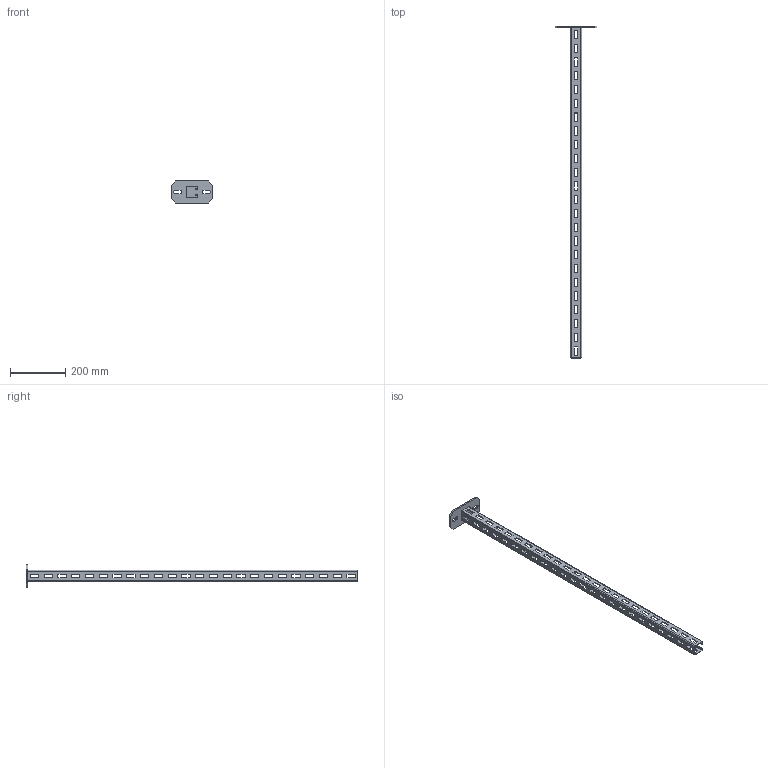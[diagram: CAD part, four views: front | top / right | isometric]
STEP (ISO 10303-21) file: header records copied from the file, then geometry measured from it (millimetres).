
FILE_DESCRIPTION((''),'2;1');
FILE_NAME('750512_ASM','2018-12-11T13:28:22',('tomasz.grudniewski'),(''),'CREO PARAMETRIC BY PTC INC, 2018260','CREO PARAMETRIC BY PTC INC, 2018260','');
FILE_SCHEMA(('CONFIG_CONTROL_DESIGN'));
Length unit declared in the file: millimetre
Products named in the file (3): PODSTAWA_80X150_G6_PRT; WPCW_1200_PRT; 750512_ASM
Assembly tree (2 placements, depth 2):
  750512_ASM
    PODSTAWA_80X150_G6_PRT
    WPCW_1200_PRT
Bounding box: 150 x 1206 x 80 mm (x, y, z)
Volume: 346934.1 mm3; surface area: 324758.6 mm2
Topology: 2 solids, 2 shells, 360 faces, 1020 edges, 664 vertices
Faces by surface type: plane 344, cylinder 16
Entity records: 11776 total; most frequent: CARTESIAN_POINT 2049, ORIENTED_EDGE 2040, DIRECTION 1782, EDGE_CURVE 1020, VECTOR 988, LINE 988, VERTEX_POINT 664, EDGE_LOOP 508
